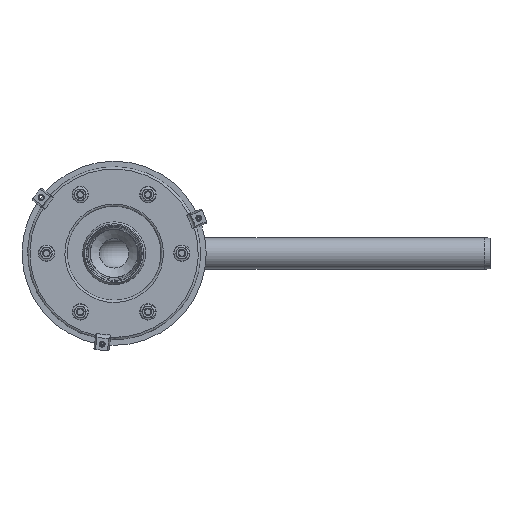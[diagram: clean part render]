
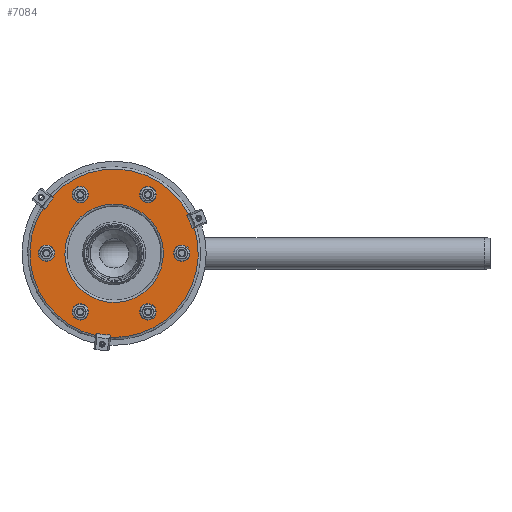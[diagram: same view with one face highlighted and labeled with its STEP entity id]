
A CAD part, top view. The second image highlights one B-rep face of the part: STEP entity #7084.
In plain terms, the highlighted planar face has unit normal (0, 0, 1).
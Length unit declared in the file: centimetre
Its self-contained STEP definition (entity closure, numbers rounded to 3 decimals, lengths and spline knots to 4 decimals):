
#312=FACE_BOUND('',#1284,.T.);
#313=FACE_BOUND('',#1285,.T.);
#314=FACE_BOUND('',#1286,.T.);
#315=FACE_BOUND('',#1287,.T.);
#316=FACE_BOUND('',#1288,.T.);
#317=FACE_BOUND('',#1289,.T.);
#318=FACE_BOUND('',#1290,.T.);
#389=PLANE('',#7856);
#760=FACE_OUTER_BOUND('',#1283,.T.);
#1283=EDGE_LOOP('',(#5369,#5370,#5371,#5372,#5373,#5374,#5375,#5376,#5377,
#5378,#5379,#5380));
#1284=EDGE_LOOP('',(#5381));
#1285=EDGE_LOOP('',(#5382));
#1286=EDGE_LOOP('',(#5383));
#1287=EDGE_LOOP('',(#5384));
#1288=EDGE_LOOP('',(#5385));
#1289=EDGE_LOOP('',(#5386));
#1290=EDGE_LOOP('',(#5387));
#1796=LINE('',#11731,#2159);
#1797=LINE('',#11952,#2160);
#1798=LINE('',#11956,#2161);
#1799=LINE('',#11960,#2162);
#1800=LINE('',#11964,#2163);
#1801=LINE('',#11967,#2164);
#2159=VECTOR('',#9520,1.);
#2160=VECTOR('',#9531,1.);
#2161=VECTOR('',#9534,1.);
#2162=VECTOR('',#9537,1.);
#2163=VECTOR('',#9540,1.);
#2164=VECTOR('',#9543,1.);
#2588=CIRCLE('',#7854,112.);
#2590=CIRCLE('',#7857,108.8417);
#2591=CIRCLE('',#7858,112.);
#2592=CIRCLE('',#7859,108.8417);
#2593=CIRCLE('',#7860,112.);
#2594=CIRCLE('',#7861,108.8417);
#2595=CIRCLE('',#7862,6.5);
#2596=CIRCLE('',#7863,6.5);
#2597=CIRCLE('',#7864,6.5);
#2598=CIRCLE('',#7865,6.5);
#2599=CIRCLE('',#7866,6.5);
#2600=CIRCLE('',#7867,6.5);
#2601=CIRCLE('',#7868,65.5);
#3081=VERTEX_POINT('',#11717);
#3084=VERTEX_POINT('',#11722);
#3087=VERTEX_POINT('',#11883);
#3089=VERTEX_POINT('',#11949);
#3090=VERTEX_POINT('',#11951);
#3091=VERTEX_POINT('',#11953);
#3092=VERTEX_POINT('',#11955);
#3093=VERTEX_POINT('',#11957);
#3094=VERTEX_POINT('',#11959);
#3095=VERTEX_POINT('',#11961);
#3096=VERTEX_POINT('',#11963);
#3097=VERTEX_POINT('',#11965);
#3098=VERTEX_POINT('',#11968);
#3099=VERTEX_POINT('',#11970);
#3100=VERTEX_POINT('',#11972);
#3101=VERTEX_POINT('',#11974);
#3102=VERTEX_POINT('',#11976);
#3103=VERTEX_POINT('',#11978);
#3104=VERTEX_POINT('',#11980);
#3887=EDGE_CURVE('',#3084,#3081,#1796,.T.);
#3891=EDGE_CURVE('',#3081,#3087,#2588,.T.);
#3894=EDGE_CURVE('',#3084,#3089,#2590,.T.);
#3895=EDGE_CURVE('',#3090,#3089,#1797,.T.);
#3896=EDGE_CURVE('',#3091,#3090,#2591,.T.);
#3897=EDGE_CURVE('',#3092,#3091,#1798,.T.);
#3898=EDGE_CURVE('',#3092,#3093,#2592,.T.);
#3899=EDGE_CURVE('',#3094,#3093,#1799,.T.);
#3900=EDGE_CURVE('',#3095,#3094,#2593,.T.);
#3901=EDGE_CURVE('',#3096,#3095,#1800,.T.);
#3902=EDGE_CURVE('',#3096,#3097,#2594,.T.);
#3903=EDGE_CURVE('',#3087,#3097,#1801,.T.);
#3904=EDGE_CURVE('',#3098,#3098,#2595,.T.);
#3905=EDGE_CURVE('',#3099,#3099,#2596,.T.);
#3906=EDGE_CURVE('',#3100,#3100,#2597,.T.);
#3907=EDGE_CURVE('',#3101,#3101,#2598,.T.);
#3908=EDGE_CURVE('',#3102,#3102,#2599,.T.);
#3909=EDGE_CURVE('',#3103,#3103,#2600,.T.);
#3910=EDGE_CURVE('',#3104,#3104,#2601,.T.);
#5369=ORIENTED_EDGE('',*,*,#3887,.F.);
#5370=ORIENTED_EDGE('',*,*,#3894,.T.);
#5371=ORIENTED_EDGE('',*,*,#3895,.F.);
#5372=ORIENTED_EDGE('',*,*,#3896,.F.);
#5373=ORIENTED_EDGE('',*,*,#3897,.F.);
#5374=ORIENTED_EDGE('',*,*,#3898,.T.);
#5375=ORIENTED_EDGE('',*,*,#3899,.F.);
#5376=ORIENTED_EDGE('',*,*,#3900,.F.);
#5377=ORIENTED_EDGE('',*,*,#3901,.F.);
#5378=ORIENTED_EDGE('',*,*,#3902,.T.);
#5379=ORIENTED_EDGE('',*,*,#3903,.F.);
#5380=ORIENTED_EDGE('',*,*,#3891,.F.);
#5381=ORIENTED_EDGE('',*,*,#3904,.T.);
#5382=ORIENTED_EDGE('',*,*,#3905,.T.);
#5383=ORIENTED_EDGE('',*,*,#3906,.T.);
#5384=ORIENTED_EDGE('',*,*,#3907,.T.);
#5385=ORIENTED_EDGE('',*,*,#3908,.T.);
#5386=ORIENTED_EDGE('',*,*,#3909,.T.);
#5387=ORIENTED_EDGE('',*,*,#3910,.T.);
#7084=ADVANCED_FACE('',(#760,#312,#313,#314,#315,#316,#317,#318),#389,.F.);
#7854=AXIS2_PLACEMENT_3D('',#11884,#9523,#9524);
#7856=AXIS2_PLACEMENT_3D('',#11948,#9527,#9528);
#7857=AXIS2_PLACEMENT_3D('',#11950,#9529,#9530);
#7858=AXIS2_PLACEMENT_3D('',#11954,#9532,#9533);
#7859=AXIS2_PLACEMENT_3D('',#11958,#9535,#9536);
#7860=AXIS2_PLACEMENT_3D('',#11962,#9538,#9539);
#7861=AXIS2_PLACEMENT_3D('',#11966,#9541,#9542);
#7862=AXIS2_PLACEMENT_3D('',#11969,#9544,#9545);
#7863=AXIS2_PLACEMENT_3D('',#11971,#9546,#9547);
#7864=AXIS2_PLACEMENT_3D('',#11973,#9548,#9549);
#7865=AXIS2_PLACEMENT_3D('',#11975,#9550,#9551);
#7866=AXIS2_PLACEMENT_3D('',#11977,#9552,#9553);
#7867=AXIS2_PLACEMENT_3D('',#11979,#9554,#9555);
#7868=AXIS2_PLACEMENT_3D('',#11981,#9556,#9557);
#9520=DIRECTION('',(-0.793,0.609,0.));
#9523=DIRECTION('center_axis',(0.,0.,
-1.));
#9524=DIRECTION('ref_axis',(-0.131,-0.991,0.));
#9527=DIRECTION('center_axis',(0.,0.,
-1.));
#9528=DIRECTION('ref_axis',(0.131,0.991,0.));
#9529=DIRECTION('center_axis',(0.,0.,
1.));
#9530=DIRECTION('ref_axis',(0.131,0.991,0.));
#9531=DIRECTION('',(0.793,-0.609,0.));
#9532=DIRECTION('center_axis',(0.,0.,
-1.));
#9533=DIRECTION('ref_axis',(-0.131,-0.991,0.));
#9534=DIRECTION('',(-0.131,-0.991,0.));
#9535=DIRECTION('center_axis',(0.,0.,
1.));
#9536=DIRECTION('ref_axis',(0.131,0.991,0.));
#9537=DIRECTION('',(0.131,0.991,0.));
#9538=DIRECTION('center_axis',(0.,0.,
-1.));
#9539=DIRECTION('ref_axis',(-0.131,-0.991,0.));
#9540=DIRECTION('',(0.924,0.383,0.));
#9541=DIRECTION('center_axis',(0.,0.,
1.));
#9542=DIRECTION('ref_axis',(0.131,0.991,0.));
#9543=DIRECTION('',(-0.924,-0.383,0.));
#9544=DIRECTION('center_axis',(0.,0.,
-1.));
#9545=DIRECTION('ref_axis',(0.131,0.991,0.));
#9546=DIRECTION('center_axis',(0.,0.,
-1.));
#9547=DIRECTION('ref_axis',(-0.131,-0.991,0.));
#9548=DIRECTION('center_axis',(0.,0.,
-1.));
#9549=DIRECTION('ref_axis',(0.131,0.991,0.));
#9550=DIRECTION('center_axis',(0.,0.,
-1.));
#9551=DIRECTION('ref_axis',(0.131,0.991,0.));
#9552=DIRECTION('center_axis',(0.,0.,
-1.));
#9553=DIRECTION('ref_axis',(0.131,0.991,0.));
#9554=DIRECTION('center_axis',(0.,0.,
-1.));
#9555=DIRECTION('ref_axis',(-0.131,-0.991,0.));
#9556=DIRECTION('center_axis',(0.,0.,
-1.));
#9557=DIRECTION('ref_axis',(-0.131,-0.991,0.));
#11717=CARTESIAN_POINT('',(1343.0616,499.0929,70.0339));
#11722=CARTESIAN_POINT('',(1345.5772,497.1626,70.0339));
#11731=CARTESIAN_POINT('',(1407.3754,449.7432,70.0339));
#11883=CARTESIAN_POINT('',(1524.8778,475.1563,70.0339));
#11884=CARTESIAN_POINT('Origin',(1425.5749,423.3594,70.0339));
#11948=CARTESIAN_POINT('Origin',(1409.6507,302.4032,70.0339));
#11949=CARTESIAN_POINT('',(1333.5816,481.5295,70.0339));
#11950=CARTESIAN_POINT('Origin',(1425.5749,423.3594,70.0339));
#11951=CARTESIAN_POINT('',(1331.0659,483.4599,70.0339));
#11952=CARTESIAN_POINT('',(1395.3798,434.1101,70.0339));
#11953=CARTESIAN_POINT('',(1401.2444,314.0341,70.0339));
#11954=CARTESIAN_POINT('Origin',(1425.5749,423.3594,70.0339));
#11955=CARTESIAN_POINT('',(1401.6583,317.1779,70.0339));
#11956=CARTESIAN_POINT('',(1399.8825,303.6892,70.0339));
#11957=CARTESIAN_POINT('',(1421.1947,314.6059,70.0339));
#11958=CARTESIAN_POINT('Origin',(1425.5749,423.3594,70.0339));
#11959=CARTESIAN_POINT('',(1420.7808,311.4621,70.0339));
#11960=CARTESIAN_POINT('',(1419.4189,301.1171,70.0339));
#11961=CARTESIAN_POINT('',(1532.4186,456.9513,70.0339));
#11962=CARTESIAN_POINT('Origin',(1425.5749,423.3594,70.0339));
#11963=CARTESIAN_POINT('',(1529.4891,455.7378,70.0339));
#11964=CARTESIAN_POINT('',(1457.5236,425.9288,70.0339));
#11965=CARTESIAN_POINT('',(1521.9483,473.9429,70.0339));
#11966=CARTESIAN_POINT('Origin',(1425.5749,423.3594,70.0339));
#11967=CARTESIAN_POINT('',(1449.9828,444.1338,70.0339));
#11968=CARTESIAN_POINT('',(1469.7264,338.9728,70.0339));
#11969=CARTESIAN_POINT('Origin',(1470.5749,345.4171,70.0339));
#11970=CARTESIAN_POINT('',(1336.4233,429.8038,70.0339));
#11971=CARTESIAN_POINT('Origin',(1335.5749,423.3594,70.0339));
#11972=CARTESIAN_POINT('',(1469.7264,494.8573,70.0339));
#11973=CARTESIAN_POINT('Origin',(1470.5749,501.3017,70.0339));
#11974=CARTESIAN_POINT('',(1379.7264,494.8573,70.0339));
#11975=CARTESIAN_POINT('Origin',(1380.5749,501.3017,70.0339));
#11976=CARTESIAN_POINT('',(1379.7264,338.9728,70.0339));
#11977=CARTESIAN_POINT('Origin',(1380.5749,345.4171,70.0339));
#11978=CARTESIAN_POINT('',(1516.4233,429.8038,70.0339));
#11979=CARTESIAN_POINT('Origin',(1515.5749,423.3594,70.0339));
#11980=CARTESIAN_POINT('',(1360.6352,431.9089,70.0339));
#11981=CARTESIAN_POINT('Origin',(1425.5749,423.3594,70.0339));
